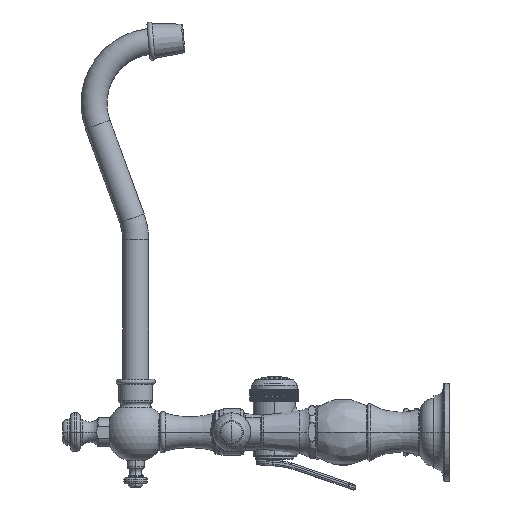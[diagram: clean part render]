
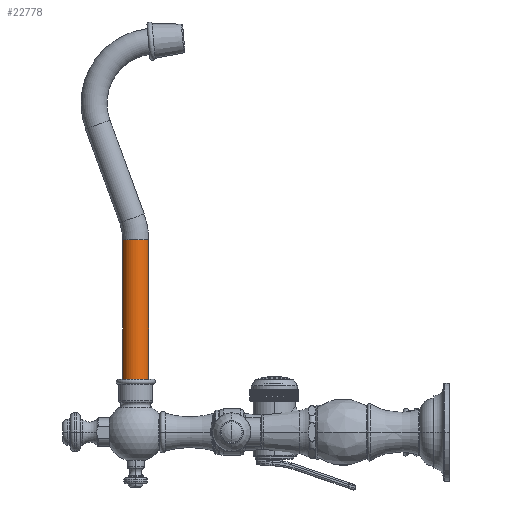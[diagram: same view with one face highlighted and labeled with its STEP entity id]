
A CAD part, left-side view. The second image highlights one B-rep face of the part: STEP entity #22778.
In plain terms, the highlighted cylindrical face has radius 7.938 mm (diameter 15.875 mm), a partial arc.
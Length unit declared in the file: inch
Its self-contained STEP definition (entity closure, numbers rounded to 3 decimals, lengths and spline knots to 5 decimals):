
#20999=CARTESIAN_POINT('',(0.,4.98375,4.62449));
#21000=DIRECTION('',(0.,0.,1.));
#21001=DIRECTION('',(0.,1.,0.));
#21002=AXIS2_PLACEMENT_3D('',#20999,#21000,#21001);
#21015=DIRECTION('',(0.,0.,1.));
#21016=VECTOR('',#21015,3.35);
#21017=CARTESIAN_POINT('',(0.,5.29625,1.27449));
#21018=LINE('',#21017,#21016);
#21030=CARTESIAN_POINT('',(0.,4.98375,1.27449));
#21031=DIRECTION('',(0.,0.,1.));
#21032=DIRECTION('',(0.,1.,0.));
#21033=AXIS2_PLACEMENT_3D('',#21030,#21031,#21032);
#22288=DIRECTION('',(0.,0.,1.));
#22289=VECTOR('',#22288,3.35);
#22290=CARTESIAN_POINT('',(0.,4.67125,1.27449));
#22291=LINE('',#22290,#22289);
#22432=CARTESIAN_POINT('',(0.,4.67125,4.62449));
#22433=CARTESIAN_POINT('',(0.,5.29625,4.62449));
#22434=VERTEX_POINT('',#22432);
#22435=VERTEX_POINT('',#22433);
#22444=CARTESIAN_POINT('',(0.,4.67125,1.27449));
#22445=CARTESIAN_POINT('',(0.,5.29625,1.27449));
#22446=VERTEX_POINT('',#22444);
#22447=VERTEX_POINT('',#22445);
#22764=CARTESIAN_POINT('',(0.,4.98375,0.87449));
#22765=DIRECTION('',(0.,0.,1.));
#22766=DIRECTION('',(0.,-1.,0.));
#22767=AXIS2_PLACEMENT_3D('',#22764,#22765,#22766);
#22768=CYLINDRICAL_SURFACE('',#22767,0.3125);
#22770=ORIENTED_EDGE('',*,*,#22769,.F.);
#22772=ORIENTED_EDGE('',*,*,#22771,.T.);
#22773=ORIENTED_EDGE('',*,*,#22747,.T.);
#22775=ORIENTED_EDGE('',*,*,#22774,.F.);
#22776=EDGE_LOOP('',(#22770,#22772,#22773,#22775));
#22777=FACE_OUTER_BOUND('',#22776,.F.);
#21003=CIRCLE('',#21002,0.3125);
#21034=CIRCLE('',#21033,0.3125);
#22747=EDGE_CURVE('',#22435,#22434,#21003,.T.);
#22769=EDGE_CURVE('',#22447,#22446,#21034,.T.);
#22771=EDGE_CURVE('',#22447,#22435,#21018,.T.);
#22774=EDGE_CURVE('',#22446,#22434,#22291,.T.);
#22778=ADVANCED_FACE('',(#22777),#22768,.T.);
